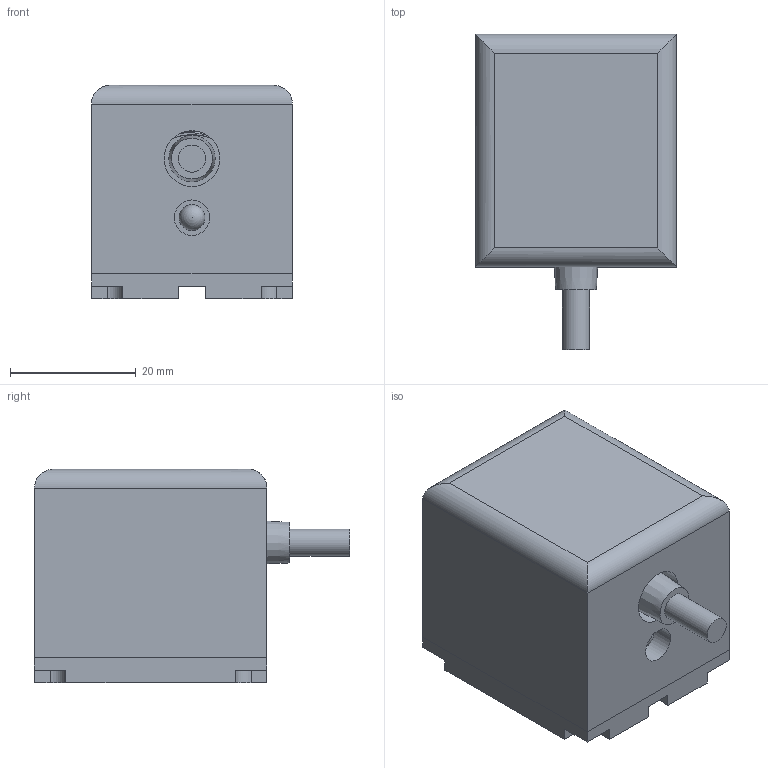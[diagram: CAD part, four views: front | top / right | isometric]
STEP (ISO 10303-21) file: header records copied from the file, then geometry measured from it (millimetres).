
FILE_DESCRIPTION(/* description */ (''),/* implementation_level */ '2;1');
FILE_NAME(/* name */ 'DFRobot IR Camera .step',/* time_stamp */ '2018-09-09T17:17:19-04:00',/* author */ ('Xaveagle'),/* organization */ (''),/* preprocessor_version */ 'ST-DEVELOPER v17.2',/* originating_system */ 'Autodesk Translation Framework v7.6.0.251',/* authorisation */ '');
FILE_SCHEMA (('AUTOMOTIVE_DESIGN { 1 0 10303 214 3 1 1 }'));
Length unit declared in the file: millimetre
Products named in the file (2): DFRobot IR Camera; Component1
Assembly tree (1 placements, depth 2):
  DFRobot IR Camera
    Component1
Bounding box: 32 x 50.16 x 34 mm (x, y, z)
Volume: 26491.9 mm3; surface area: 18484.6 mm2
Topology: 5 solids, 5 shells, 242 faces, 660 edges, 437 vertices
Faces by surface type: cylinder 116, plane 94, cone 25, bspline 6, sphere 1
Full cylindrical faces by diameter (mm): 1.5 x8, 2 x8, 4.318 x1, 5.628 x1, 7.7 x1, 8.866 x1, 15.748 x1, 16.203 x24, 16.256 x1, 16.401 x6, 17.371 x16, 17.462 x8, 18.5 x1
Entity records: 16683 total; most frequent: CARTESIAN_POINT 10841, ORIENTED_EDGE 1318, DIRECTION 1011, EDGE_CURVE 659, VERTEX_POINT 437, AXIS2_PLACEMENT_3D 358, LINE 295, VECTOR 295
